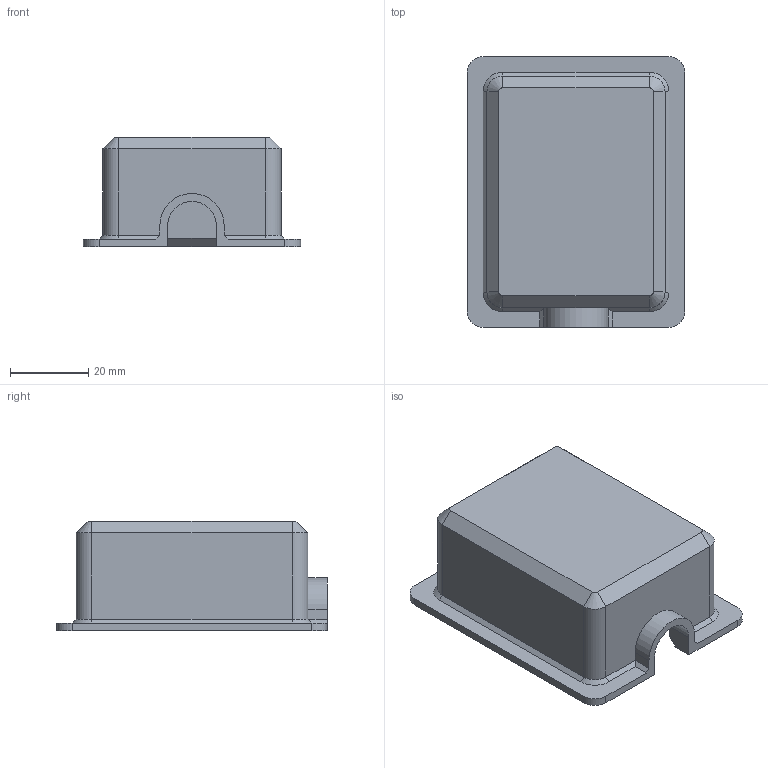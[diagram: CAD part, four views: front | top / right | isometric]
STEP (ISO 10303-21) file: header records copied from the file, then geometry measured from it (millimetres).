
FILE_DESCRIPTION(/* description */ (''),/* implementation_level */ '2;1');
FILE_NAME(/* name */ 'Freezer Door Switch Wiring Cover.step',/* time_stamp */ '2026-01-18T17:18:43-06:00',/* author */ (''),/* organization */ (''),/* preprocessor_version */ 'ST-DEVELOPER v20.1',/* originating_system */ 'Autodesk Translation Framework v14.21.0.0',/* authorisation */ '');
FILE_SCHEMA (('AUTOMOTIVE_DESIGN { 1 0 10303 214 3 1 1 }'));
Length unit declared in the file: millimetre
Products named in the file (1): (Unsaved)
Bounding box: 55.4 x 69 x 28 mm (x, y, z)
Volume: 16806.9 mm3; surface area: 17316.1 mm2
Topology: 1 solids, 1 shells, 70 faces, 170 edges, 102 vertices
Faces by surface type: plane 40, cone 16, cylinder 14
Entity records: 2039 total; most frequent: DIRECTION 356, CARTESIAN_POINT 343, ORIENTED_EDGE 340, EDGE_CURVE 170, LINE 126, VECTOR 126, AXIS2_PLACEMENT_3D 115, VERTEX_POINT 102
